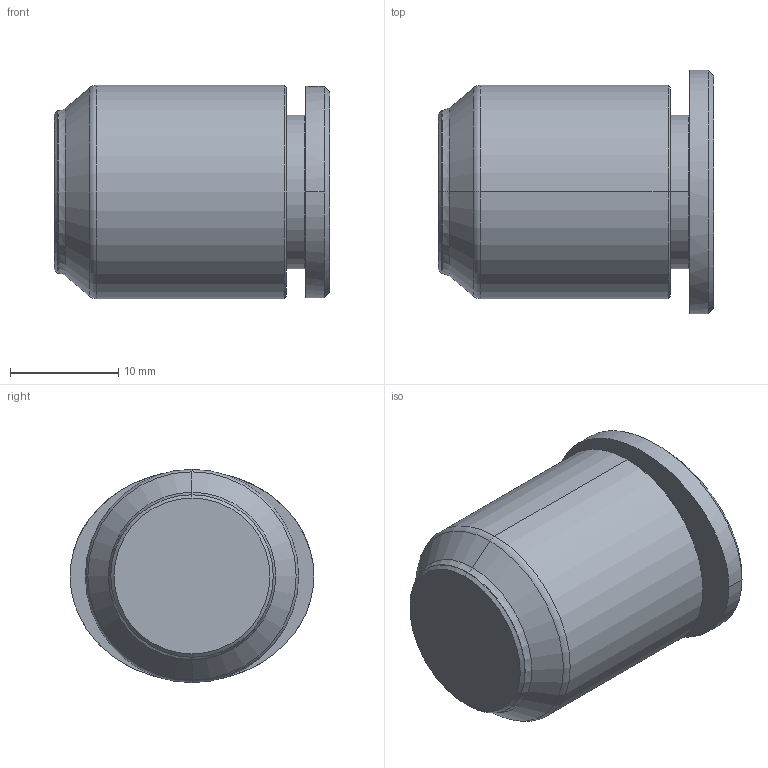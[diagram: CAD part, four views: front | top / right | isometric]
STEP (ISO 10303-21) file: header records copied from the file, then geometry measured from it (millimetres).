
FILE_DESCRIPTION((''),'2;1');
FILE_NAME('GPPF_12(3D).stp','2012-12-26T18:26:17',(''),(''),'Mechanical Desktop.R8.0.24.0','Mechanical Desktop.R8.0.24.0',', , ');
FILE_SCHEMA(('CONFIG_CONTROL_DESIGN'));
Length unit declared in the file: millimetre
Products named in the file (2): GPPF_12(3D); ºÎÇ°1
Assembly tree (1 placements, depth 2):
  GPPF_12(3D)
    ºÎÇ°1
Bounding box: 25.4 x 22.5 x 19.7 mm (x, y, z)
Volume: 4652.8 mm3; surface area: 3241.6 mm2
Topology: 1 solids, 1 shells, 368 faces, 1044 edges, 691 vertices
Faces by surface type: plane 337, cone 10, bspline 10, cylinder 9, torus 2
Entity records: 12289 total; most frequent: CARTESIAN_POINT 2644, ORIENTED_EDGE 2088, DIRECTION 1786, EDGE_CURVE 1044, VECTOR 992, LINE 992, VERTEX_POINT 691, AXIS2_PLACEMENT_3D 397
